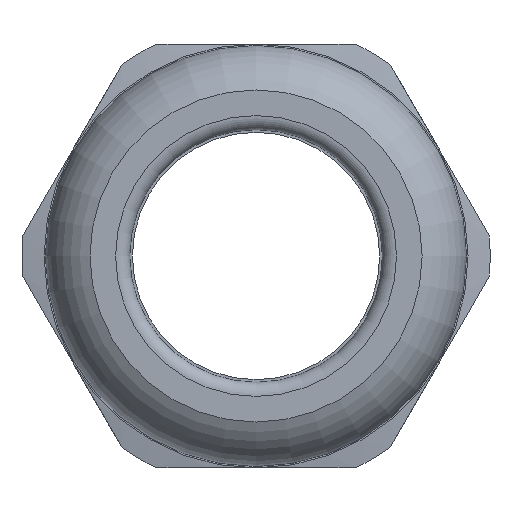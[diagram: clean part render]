
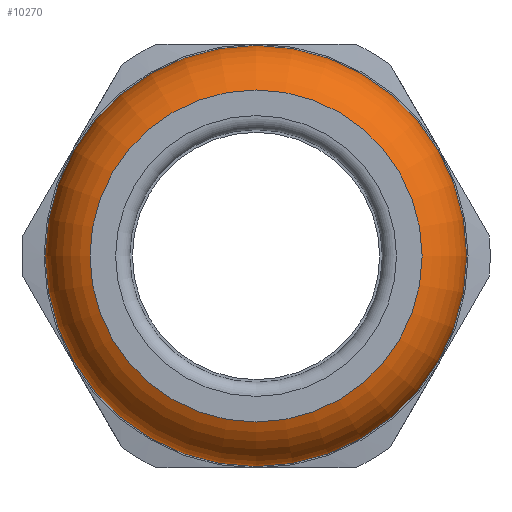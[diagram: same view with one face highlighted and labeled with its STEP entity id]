
A CAD part, left-side view. The second image highlights one B-rep face of the part: STEP entity #10270.
In plain terms, the highlighted toroidal (fillet/blend) face has major radius 7.93 mm and minor radius 4 mm.
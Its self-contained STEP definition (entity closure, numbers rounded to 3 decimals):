
#121=TOROIDAL_SURFACE('',#11162,7.93,4.);
#174=FACE_BOUND('',#1344,.T.);
#752=FACE_OUTER_BOUND('',#1343,.T.);
#1343=EDGE_LOOP('',(#8932));
#1344=EDGE_LOOP('',(#8933));
#3843=CIRCLE('',#11117,9.4);
#3866=CIRCLE('',#11163,11.9);
#4774=VERTEX_POINT('',#17115);
#4811=VERTEX_POINT('',#17282);
#6180=EDGE_CURVE('',#4774,#4774,#3843,.T.);
#6239=EDGE_CURVE('',#4811,#4811,#3866,.T.);
#8932=ORIENTED_EDGE('',*,*,#6239,.F.);
#8933=ORIENTED_EDGE('',*,*,#6180,.T.);
#10270=ADVANCED_FACE('',(#752,#174),#121,.T.);
#11117=AXIS2_PLACEMENT_3D('',#17116,#13694,#13695);
#11162=AXIS2_PLACEMENT_3D('',#17281,#13796,#13797);
#11163=AXIS2_PLACEMENT_3D('',#17283,#13798,#13799);
#13694=DIRECTION('center_axis',(1.,0.,0.));
#13695=DIRECTION('ref_axis',(0.,0.,-1.));
#13796=DIRECTION('center_axis',(1.,0.,0.));
#13797=DIRECTION('ref_axis',(0.,0.,-1.));
#13798=DIRECTION('center_axis',(1.,0.,0.));
#13799=DIRECTION('ref_axis',(0.,0.,-1.));
#17115=CARTESIAN_POINT('',(0.,9.4,0.));
#17116=CARTESIAN_POINT('Origin',(0.,0.,0.));
#17281=CARTESIAN_POINT('Origin',(3.72,0.,0.));
#17282=CARTESIAN_POINT('',(4.209,11.9,0.));
#17283=CARTESIAN_POINT('Origin',(4.209,0.,0.));
